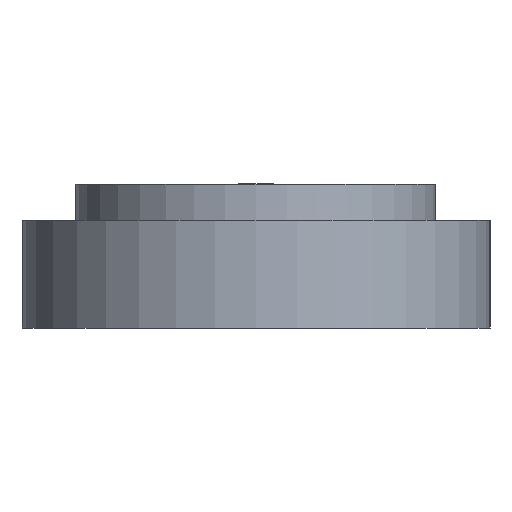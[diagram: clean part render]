
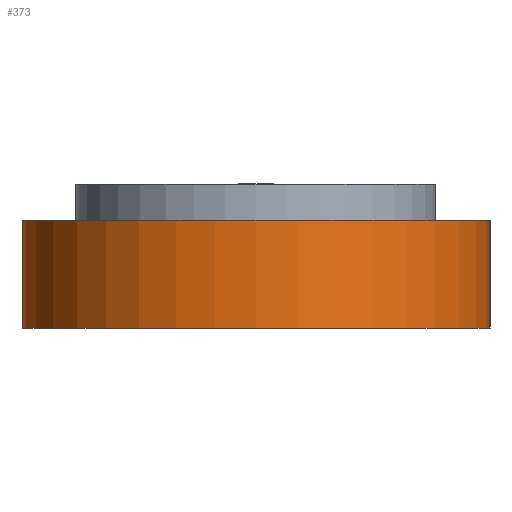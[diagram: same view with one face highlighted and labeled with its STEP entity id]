
A CAD part, left-side view. The second image highlights one B-rep face of the part: STEP entity #373.
In plain terms, the highlighted cylindrical face has radius 6.5 mm (diameter 13 mm), a partial arc.
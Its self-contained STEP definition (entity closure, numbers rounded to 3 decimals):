
#251=CARTESIAN_POINT('',(-17.625,6.5,3.));
#252=VERTEX_POINT('',#251);
#269=CARTESIAN_POINT('',(-17.625,6.5,0.0));
#270=VERTEX_POINT('',#269);
#277=CARTESIAN_POINT('',(-17.625,6.5,0.0));
#278=DIRECTION('',(0.0,0.0,1.0));
#279=VECTOR('',#278,3.);
#280=LINE('',#277,#279);
#281=EDGE_CURVE('',#270,#252,#280,.T.);
#324=CARTESIAN_POINT('',(-17.625,-6.5,3.));
#325=VERTEX_POINT('',#324);
#332=CARTESIAN_POINT('',(-17.625,-6.5,0.0));
#333=VERTEX_POINT('',#332);
#334=CARTESIAN_POINT('',(-17.625,-6.5,0.0));
#335=DIRECTION('',(0.0,0.0,1.0));
#336=VECTOR('',#335,3.);
#337=LINE('',#334,#336);
#338=EDGE_CURVE('',#333,#325,#337,.T.);
#350=CARTESIAN_POINT('',(-17.625,0.0,0.0));
#351=DIRECTION('',(0.0,0.0,1.0));
#352=DIRECTION('',(0.0,1.0,0.0));
#353=AXIS2_PLACEMENT_3D('',#350,#351,#352);
#354=CYLINDRICAL_SURFACE('',#353,6.5);
#355=CARTESIAN_POINT('',(-17.625,0.0,3.));
#356=DIRECTION('',(0.0,0.0,-1.0));
#357=DIRECTION('',(0.0,1.0,0.0));
#358=AXIS2_PLACEMENT_3D('',#355,#356,#357);
#359=CIRCLE('',#358,6.5);
#360=EDGE_CURVE('',#325,#252,#359,.T.);
#361=ORIENTED_EDGE('',*,*,#360,.T.);
#362=ORIENTED_EDGE('',*,*,#281,.F.);
#363=CARTESIAN_POINT('',(-17.625,0.0,0.0));
#364=DIRECTION('',(0.0,0.0,1.0));
#365=DIRECTION('',(0.0,1.0,0.0));
#366=AXIS2_PLACEMENT_3D('',#363,#364,#365);
#367=CIRCLE('',#366,6.5);
#368=EDGE_CURVE('',#270,#333,#367,.T.);
#369=ORIENTED_EDGE('',*,*,#368,.T.);
#370=ORIENTED_EDGE('',*,*,#338,.T.);
#371=EDGE_LOOP('',(#361,#362,#369,#370));
#372=FACE_OUTER_BOUND('',#371,.T.);
#373=ADVANCED_FACE('',(#372),#354,.T.);
